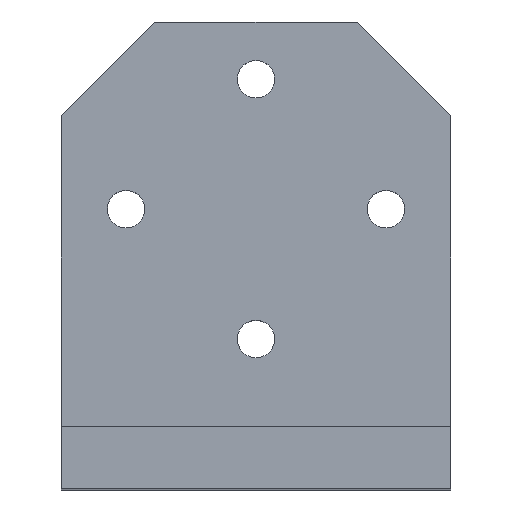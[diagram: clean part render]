
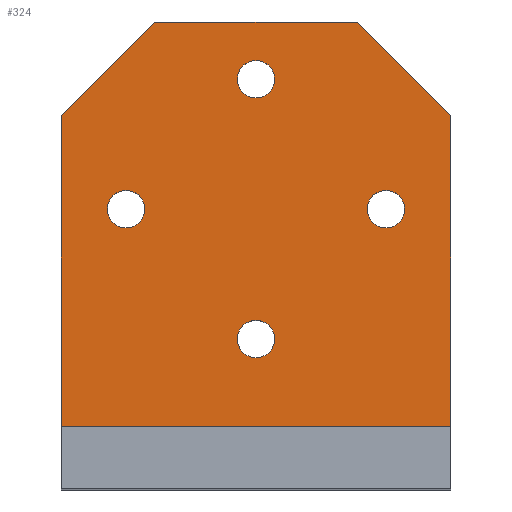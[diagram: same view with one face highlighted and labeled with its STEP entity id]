
A CAD part, top view. The second image highlights one B-rep face of the part: STEP entity #324.
In plain terms, the highlighted planar face has unit normal (0, 0, 1).
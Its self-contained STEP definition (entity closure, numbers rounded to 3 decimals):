
#23=FACE_BOUND('',#73,.T.);
#24=FACE_BOUND('',#74,.T.);
#25=FACE_BOUND('',#75,.T.);
#26=FACE_BOUND('',#76,.T.);
#32=PLANE('',#369);
#48=FACE_OUTER_BOUND('',#72,.T.);
#72=EDGE_LOOP('',(#277,#278,#279,#280,#281,#282));
#73=EDGE_LOOP('',(#283));
#74=EDGE_LOOP('',(#284));
#75=EDGE_LOOP('',(#285));
#76=EDGE_LOOP('',(#286));
#90=LINE('',#507,#120);
#103=LINE('',#534,#133);
#105=LINE('',#538,#135);
#106=LINE('',#539,#136);
#107=LINE('',#541,#137);
#108=LINE('',#542,#138);
#120=VECTOR('',#423,1000.);
#133=VECTOR('',#444,1000.);
#135=VECTOR('',#448,1000.);
#136=VECTOR('',#449,1000.);
#137=VECTOR('',#450,1000.);
#138=VECTOR('',#451,1000.);
#145=CIRCLE('',#353,1.2);
#147=CIRCLE('',#356,1.2);
#149=CIRCLE('',#359,1.2);
#151=CIRCLE('',#362,1.2);
#157=VERTEX_POINT('',#476);
#159=VERTEX_POINT('',#482);
#161=VERTEX_POINT('',#488);
#163=VERTEX_POINT('',#494);
#165=VERTEX_POINT('',#500);
#168=VERTEX_POINT('',#505);
#177=VERTEX_POINT('',#531);
#178=VERTEX_POINT('',#533);
#179=VERTEX_POINT('',#537);
#180=VERTEX_POINT('',#540);
#187=EDGE_CURVE('',#157,#157,#145,.T.);
#190=EDGE_CURVE('',#159,#159,#147,.T.);
#193=EDGE_CURVE('',#161,#161,#149,.T.);
#196=EDGE_CURVE('',#163,#163,#151,.T.);
#202=EDGE_CURVE('',#168,#165,#90,.T.);
#215=EDGE_CURVE('',#178,#177,#103,.T.);
#217=EDGE_CURVE('',#177,#179,#105,.T.);
#218=EDGE_CURVE('',#179,#165,#106,.T.);
#219=EDGE_CURVE('',#180,#168,#107,.T.);
#220=EDGE_CURVE('',#180,#178,#108,.T.);
#277=ORIENTED_EDGE('',*,*,#215,.T.);
#278=ORIENTED_EDGE('',*,*,#217,.T.);
#279=ORIENTED_EDGE('',*,*,#218,.T.);
#280=ORIENTED_EDGE('',*,*,#202,.F.);
#281=ORIENTED_EDGE('',*,*,#219,.F.);
#282=ORIENTED_EDGE('',*,*,#220,.T.);
#283=ORIENTED_EDGE('',*,*,#187,.F.);
#284=ORIENTED_EDGE('',*,*,#190,.F.);
#285=ORIENTED_EDGE('',*,*,#193,.F.);
#286=ORIENTED_EDGE('',*,*,#196,.F.);
#324=ADVANCED_FACE('',(#48,#23,#24,#25,#26),#32,.F.);
#353=AXIS2_PLACEMENT_3D('',#477,#392,#393);
#356=AXIS2_PLACEMENT_3D('',#483,#399,#400);
#359=AXIS2_PLACEMENT_3D('',#489,#406,#407);
#362=AXIS2_PLACEMENT_3D('',#495,#413,#414);
#369=AXIS2_PLACEMENT_3D('',#536,#446,#447);
#392=DIRECTION('center_axis',(0.,0.,1.));
#393=DIRECTION('ref_axis',(0.,1.,0.));
#399=DIRECTION('center_axis',(0.,0.,1.));
#400=DIRECTION('ref_axis',(0.,1.,0.));
#406=DIRECTION('center_axis',(0.,0.,1.));
#407=DIRECTION('ref_axis',(0.,1.,0.));
#413=DIRECTION('center_axis',(0.,0.,1.));
#414=DIRECTION('ref_axis',(0.,1.,0.));
#423=DIRECTION('',(-1.,0.,0.));
#444=DIRECTION('',(-1.,0.,0.));
#446=DIRECTION('center_axis',(0.,0.,-1.));
#447=DIRECTION('ref_axis',(0.,1.,0.));
#448=DIRECTION('',(-0.707,-0.707,0.));
#449=DIRECTION('',(0.,-1.,0.));
#450=DIRECTION('',(0.,-1.,0.));
#451=DIRECTION('',(-0.707,0.707,0.));
#476=CARTESIAN_POINT('',(12.5,21.131,0.));
#477=CARTESIAN_POINT('Origin',(12.5,22.331,0.));
#482=CARTESIAN_POINT('',(4.169,12.8,0.));
#483=CARTESIAN_POINT('Origin',(4.169,14.,0.));
#488=CARTESIAN_POINT('',(12.5,4.469,0.));
#489=CARTESIAN_POINT('Origin',(12.5,5.669,0.));
#494=CARTESIAN_POINT('',(20.831,12.8,0.));
#495=CARTESIAN_POINT('Origin',(20.831,14.,0.));
#500=CARTESIAN_POINT('',(0.,0.,0.));
#505=CARTESIAN_POINT('',(25.,0.,0.));
#507=CARTESIAN_POINT('',(25.,0.,0.));
#531=CARTESIAN_POINT('',(6.,26.,0.));
#533=CARTESIAN_POINT('',(19.,26.,0.));
#534=CARTESIAN_POINT('',(25.,26.,0.));
#536=CARTESIAN_POINT('Origin',(25.,0.,0.));
#537=CARTESIAN_POINT('',(0.,20.,0.));
#538=CARTESIAN_POINT('',(6.,26.,0.));
#539=CARTESIAN_POINT('',(0.,0.,0.));
#540=CARTESIAN_POINT('',(25.,20.,0.));
#541=CARTESIAN_POINT('',(25.,0.,0.));
#542=CARTESIAN_POINT('',(25.,20.,0.));
